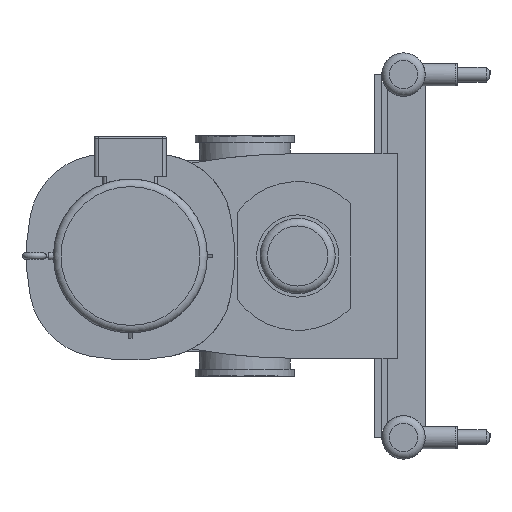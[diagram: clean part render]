
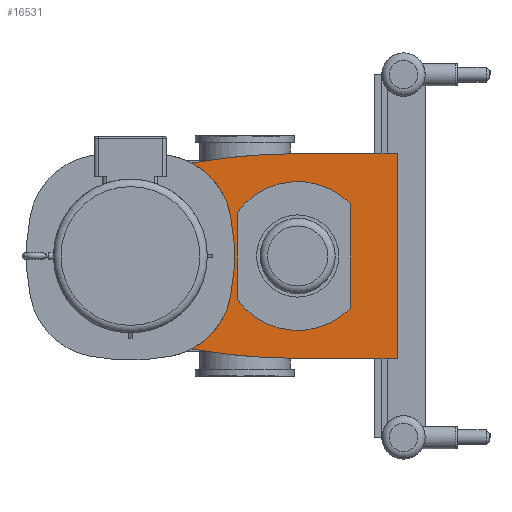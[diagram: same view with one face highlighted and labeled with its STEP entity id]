
A CAD part, left-side view. The second image highlights one B-rep face of the part: STEP entity #16531.
In plain terms, the highlighted planar face has unit normal (-1, 0, 0).
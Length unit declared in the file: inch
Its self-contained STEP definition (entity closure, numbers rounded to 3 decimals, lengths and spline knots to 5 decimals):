
#964=CIRCLE('',#17968,39.37);
#965=CIRCLE('',#17969,39.37);
#966=CIRCLE('',#17970,5.);
#967=CIRCLE('',#17971,13.78);
#968=CIRCLE('',#17972,5.);
#969=CIRCLE('',#17973,4.9215);
#970=CIRCLE('',#17974,4.9215);
#1300=FACE_BOUND('',#3550,.T.);
#1695=PLANE('',#17967);
#2545=FACE_OUTER_BOUND('',#3549,.T.);
#3549=EDGE_LOOP('',(#14467,#14468,#14469,#14470,#14471,#14472,#14473,#14474));
#3550=EDGE_LOOP('',(#14475,#14476,#14477,#14478));
#4836=LINE('',#30784,#6145);
#4837=LINE('',#30786,#6146);
#4838=LINE('',#30788,#6147);
#4839=LINE('',#30800,#6148);
#4840=LINE('',#30803,#6149);
#6145=VECTOR('',#21862,0.3937);
#6146=VECTOR('',#21863,0.3937);
#6147=VECTOR('',#21864,0.3937);
#6148=VECTOR('',#21875,0.3937);
#6149=VECTOR('',#21878,0.3937);
#7896=VERTEX_POINT('',#30780);
#7897=VERTEX_POINT('',#30781);
#7898=VERTEX_POINT('',#30783);
#7899=VERTEX_POINT('',#30785);
#7900=VERTEX_POINT('',#30787);
#7901=VERTEX_POINT('',#30789);
#7902=VERTEX_POINT('',#30791);
#7903=VERTEX_POINT('',#30793);
#7904=VERTEX_POINT('',#30796);
#7905=VERTEX_POINT('',#30797);
#7906=VERTEX_POINT('',#30799);
#7907=VERTEX_POINT('',#30801);
#10157=EDGE_CURVE('',#7896,#7897,#964,.T.);
#10158=EDGE_CURVE('',#7897,#7898,#4836,.T.);
#10159=EDGE_CURVE('',#7898,#7899,#4837,.T.);
#10160=EDGE_CURVE('',#7899,#7900,#4838,.T.);
#10161=EDGE_CURVE('',#7900,#7901,#965,.T.);
#10162=EDGE_CURVE('',#7902,#7901,#966,.F.);
#10163=EDGE_CURVE('',#7902,#7903,#967,.T.);
#10164=EDGE_CURVE('',#7903,#7896,#968,.T.);
#10165=EDGE_CURVE('',#7904,#7905,#969,.T.);
#10166=EDGE_CURVE('',#7905,#7906,#4839,.T.);
#10167=EDGE_CURVE('',#7906,#7907,#970,.T.);
#10168=EDGE_CURVE('',#7907,#7904,#4840,.T.);
#14467=ORIENTED_EDGE('',*,*,#10157,.T.);
#14468=ORIENTED_EDGE('',*,*,#10158,.T.);
#14469=ORIENTED_EDGE('',*,*,#10159,.T.);
#14470=ORIENTED_EDGE('',*,*,#10160,.T.);
#14471=ORIENTED_EDGE('',*,*,#10161,.T.);
#14472=ORIENTED_EDGE('',*,*,#10162,.F.);
#14473=ORIENTED_EDGE('',*,*,#10163,.T.);
#14474=ORIENTED_EDGE('',*,*,#10164,.T.);
#14475=ORIENTED_EDGE('',*,*,#10165,.T.);
#14476=ORIENTED_EDGE('',*,*,#10166,.T.);
#14477=ORIENTED_EDGE('',*,*,#10167,.T.);
#14478=ORIENTED_EDGE('',*,*,#10168,.T.);
#16531=ADVANCED_FACE('',(#2545,#1300),#1695,.F.);
#17967=AXIS2_PLACEMENT_3D('',#30779,#21858,#21859);
#17968=AXIS2_PLACEMENT_3D('',#30782,#21860,#21861);
#17969=AXIS2_PLACEMENT_3D('',#30790,#21865,#21866);
#17970=AXIS2_PLACEMENT_3D('',#30792,#21867,#21868);
#17971=AXIS2_PLACEMENT_3D('',#30794,#21869,#21870);
#17972=AXIS2_PLACEMENT_3D('',#30795,#21871,#21872);
#17973=AXIS2_PLACEMENT_3D('',#30798,#21873,#21874);
#17974=AXIS2_PLACEMENT_3D('',#30802,#21876,#21877);
#21858=DIRECTION('center_axis',(1.,0.,0.));
#21859=DIRECTION('ref_axis',(0.,0.,
-1.));
#21860=DIRECTION('center_axis',(-1.,0.,0.));
#21861=DIRECTION('ref_axis',(0.,0.,
1.));
#21862=DIRECTION('',(0.,-1.,0.));
#21863=DIRECTION('',(0.,0.,1.));
#21864=DIRECTION('',(0.,1.,0.));
#21865=DIRECTION('center_axis',(-1.,0.,0.));
#21866=DIRECTION('ref_axis',(0.,-0.386,-0.923));
#21867=DIRECTION('center_axis',(1.,0.,0.));
#21868=DIRECTION('ref_axis',(0.,-0.707,0.707));
#21869=DIRECTION('center_axis',(1.,0.,0.));
#21870=DIRECTION('ref_axis',(0.,0.911,-0.411));
#21871=DIRECTION('center_axis',(1.,0.,0.));
#21872=DIRECTION('ref_axis',(0.,-0.707,-0.707));
#21873=DIRECTION('center_axis',(1.,0.,0.));
#21874=DIRECTION('ref_axis',(0.,0.711,-0.703));
#21875=DIRECTION('',(0.,0.,-1.));
#21876=DIRECTION('center_axis',(1.,0.,0.));
#21877=DIRECTION('ref_axis',(0.,-0.813,0.583));
#21878=DIRECTION('',(0.,0.,1.));
#30779=CARTESIAN_POINT('Origin',(-33.506,-1.07839,0.));
#30780=CARTESIAN_POINT('',(-33.506,3.51029,-6.14234));
#30781=CARTESIAN_POINT('',(-33.506,-3.5,-6.7715));
#30782=CARTESIAN_POINT('Origin',(-33.506,-3.5,32.5985));
#30783=CARTESIAN_POINT('',(-33.506,-10.075,-6.7715));
#30784=CARTESIAN_POINT('',(-33.506,-3.5,-6.7715));
#30785=CARTESIAN_POINT('',(-33.506,-10.075,6.7715));
#30786=CARTESIAN_POINT('',(-33.506,-10.075,-6.7715));
#30787=CARTESIAN_POINT('',(-33.506,-3.5,6.7715));
#30788=CARTESIAN_POINT('',(-33.506,-10.075,6.7715));
#30789=CARTESIAN_POINT('',(-33.506,3.51029,6.14234));
#30790=CARTESIAN_POINT('Origin',(-33.506,-3.5,-32.5985));
#30791=CARTESIAN_POINT('',(-33.506,0.93997,2.69934));
#30792=CARTESIAN_POINT('Origin',(-33.506,5.8431,1.7199));
#30793=CARTESIAN_POINT('',(-33.506,0.93997,-2.69934));
#30794=CARTESIAN_POINT('Origin',(-33.506,14.453,0.));
#30795=CARTESIAN_POINT('Origin',(-33.506,5.8431,-1.7199));
#30796=CARTESIAN_POINT('',(-33.506,0.5,2.86726));
#30797=CARTESIAN_POINT('',(-33.506,-7.,3.45994));
#30798=CARTESIAN_POINT('Origin',(-33.506,-3.5,0.));
#30799=CARTESIAN_POINT('',(-33.506,-7.,-3.45994));
#30800=CARTESIAN_POINT('',(-33.506,-7.,-1.72997));
#30801=CARTESIAN_POINT('',(-33.506,0.5,-2.86726));
#30802=CARTESIAN_POINT('Origin',(-33.506,-3.5,0.));
#30803=CARTESIAN_POINT('',(-33.506,0.5,1.43363));
